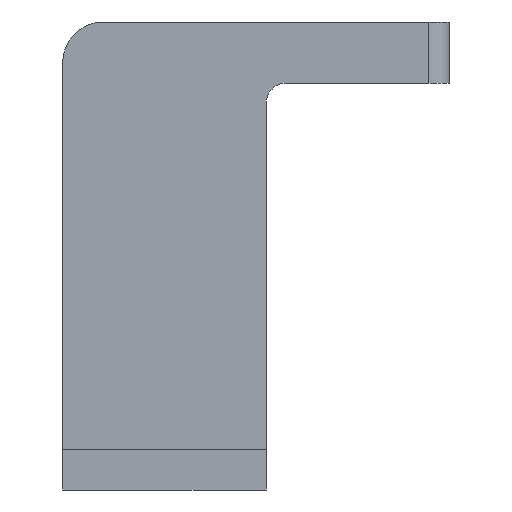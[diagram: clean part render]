
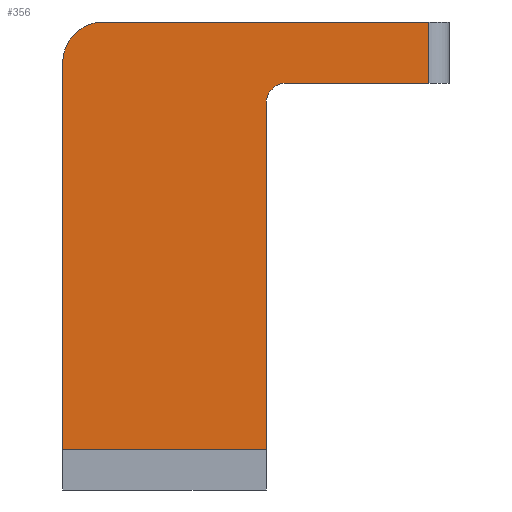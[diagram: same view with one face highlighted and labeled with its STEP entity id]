
A CAD part, front view. The second image highlights one B-rep face of the part: STEP entity #356.
In plain terms, the highlighted planar face has unit normal (0, -1, 0).
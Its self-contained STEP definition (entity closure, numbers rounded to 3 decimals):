
#19=PLANE('',#397);
#34=FACE_OUTER_BOUND('',#53,.T.);
#53=EDGE_LOOP('',(#272,#273,#274,#275,#276,#277,#278,#279));
#78=LINE('',#554,#115);
#84=LINE('',#571,#121);
#86=LINE('',#577,#123);
#87=LINE('',#581,#124);
#88=LINE('',#582,#125);
#89=LINE('',#583,#126);
#115=VECTOR('',#446,10.);
#121=VECTOR('',#458,10.);
#123=VECTOR('',#464,10.);
#124=VECTOR('',#467,10.);
#125=VECTOR('',#468,10.);
#126=VECTOR('',#469,10.);
#147=CIRCLE('',#391,1.);
#151=CIRCLE('',#398,2.);
#167=VERTEX_POINT('',#547);
#168=VERTEX_POINT('',#548);
#169=VERTEX_POINT('',#553);
#176=VERTEX_POINT('',#568);
#177=VERTEX_POINT('',#570);
#179=VERTEX_POINT('',#576);
#180=VERTEX_POINT('',#578);
#181=VERTEX_POINT('',#580);
#202=EDGE_CURVE('',#167,#168,#147,.T.);
#205=EDGE_CURVE('',#169,#168,#78,.T.);
#213=EDGE_CURVE('',#176,#177,#84,.T.);
#216=EDGE_CURVE('',#179,#176,#86,.T.);
#217=EDGE_CURVE('',#180,#179,#151,.T.);
#218=EDGE_CURVE('',#181,#180,#87,.T.);
#219=EDGE_CURVE('',#181,#169,#88,.T.);
#220=EDGE_CURVE('',#177,#167,#89,.T.);
#272=ORIENTED_EDGE('',*,*,#213,.F.);
#273=ORIENTED_EDGE('',*,*,#216,.F.);
#274=ORIENTED_EDGE('',*,*,#217,.F.);
#275=ORIENTED_EDGE('',*,*,#218,.F.);
#276=ORIENTED_EDGE('',*,*,#219,.T.);
#277=ORIENTED_EDGE('',*,*,#205,.T.);
#278=ORIENTED_EDGE('',*,*,#202,.F.);
#279=ORIENTED_EDGE('',*,*,#220,.F.);
#356=ADVANCED_FACE('',(#34),#19,.T.);
#391=AXIS2_PLACEMENT_3D('',#549,#440,#441);
#397=AXIS2_PLACEMENT_3D('',#575,#462,#463);
#398=AXIS2_PLACEMENT_3D('',#579,#465,#466);
#440=DIRECTION('center_axis',(0.,-1.,0.));
#441=DIRECTION('ref_axis',(-0.707,0.,0.707));
#446=DIRECTION('',(0.,0.,1.));
#458=DIRECTION('',(0.,0.,-1.));
#462=DIRECTION('center_axis',(0.,-1.,0.));
#463=DIRECTION('ref_axis',(1.,0.,0.));
#464=DIRECTION('',(1.,0.,0.));
#465=DIRECTION('center_axis',(0.,1.,0.));
#466=DIRECTION('ref_axis',(-0.707,0.,0.707));
#467=DIRECTION('',(0.,0.,1.));
#468=DIRECTION('',(1.,0.,0.));
#469=DIRECTION('',(-1.,0.,0.));
#547=CARTESIAN_POINT('',(-237.25,250.787,35.));
#548=CARTESIAN_POINT('',(-238.25,250.787,34.));
#549=CARTESIAN_POINT('Origin',(-237.25,250.787,34.));
#553=CARTESIAN_POINT('',(-238.25,250.787,17.));
#554=CARTESIAN_POINT('',(-238.25,250.787,17.));
#568=CARTESIAN_POINT('',(-230.25,250.787,38.));
#570=CARTESIAN_POINT('',(-230.25,250.787,35.));
#571=CARTESIAN_POINT('',(-230.25,250.787,26.));
#575=CARTESIAN_POINT('Origin',(-248.25,250.787,17.));
#576=CARTESIAN_POINT('',(-246.25,250.787,38.));
#577=CARTESIAN_POINT('',(-243.5,250.787,38.));
#578=CARTESIAN_POINT('',(-248.25,250.787,36.));
#579=CARTESIAN_POINT('Origin',(-246.25,250.787,36.));
#580=CARTESIAN_POINT('',(-248.25,250.787,17.));
#581=CARTESIAN_POINT('',(-248.25,250.787,17.));
#582=CARTESIAN_POINT('',(-248.25,250.787,17.));
#583=CARTESIAN_POINT('',(-243.5,250.787,35.));
